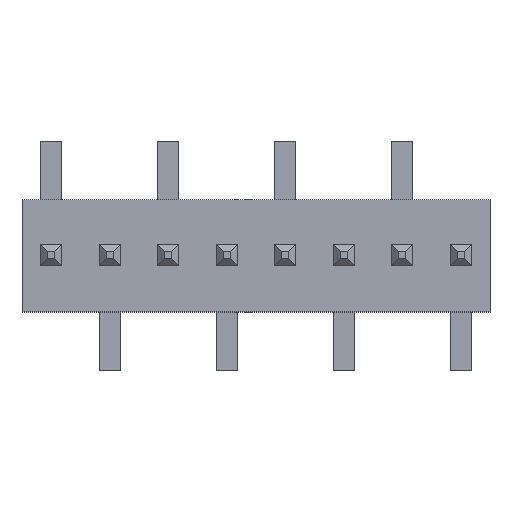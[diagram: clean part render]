
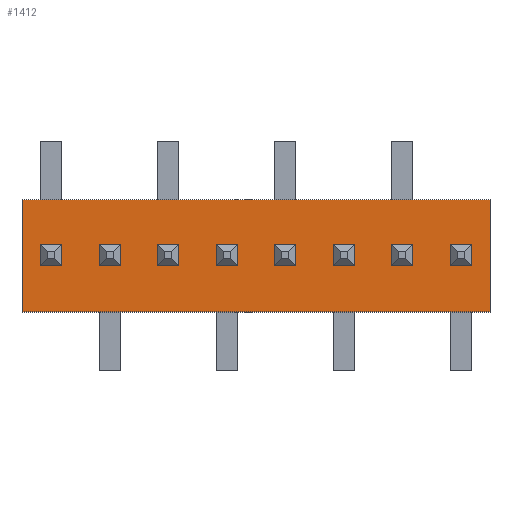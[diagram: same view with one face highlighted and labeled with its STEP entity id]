
A CAD part, top view. The second image highlights one B-rep face of the part: STEP entity #1412.
In plain terms, the highlighted face is planar.
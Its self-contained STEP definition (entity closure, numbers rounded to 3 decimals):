
#88 = VERTEX_POINT('',#89);
#89 = CARTESIAN_POINT('',(5.08,1.27,-1.219));
#106 = VERTEX_POINT('',#107);
#107 = CARTESIAN_POINT('',(-5.08,1.27,-1.219));
#113 = EDGE_CURVE('',#88,#106,#114,.T.);
#114 = LINE('',#115,#116);
#115 = CARTESIAN_POINT('',(5.08,1.27,-1.219));
#116 = VECTOR('',#117,1.);
#117 = DIRECTION('',(-1.,0.,0.));
#255 = VERTEX_POINT('',#256);
#256 = CARTESIAN_POINT('',(-5.08,1.27,1.219));
#262 = EDGE_CURVE('',#106,#255,#263,.T.);
#263 = LINE('',#264,#265);
#264 = CARTESIAN_POINT('',(-5.08,1.27,-1.219));
#265 = VECTOR('',#266,1.);
#266 = DIRECTION('',(0.,0.,1.));
#286 = VERTEX_POINT('',#287);
#287 = CARTESIAN_POINT('',(5.08,1.27,1.219));
#293 = EDGE_CURVE('',#255,#286,#294,.T.);
#294 = LINE('',#295,#296);
#295 = CARTESIAN_POINT('',(-5.08,1.27,1.219));
#296 = VECTOR('',#297,1.);
#297 = DIRECTION('',(1.,0.,0.));
#324 = EDGE_CURVE('',#286,#88,#325,.T.);
#325 = LINE('',#326,#327);
#326 = CARTESIAN_POINT('',(5.08,1.27,1.219));
#327 = VECTOR('',#328,1.);
#328 = DIRECTION('',(0.,0.,-1.));
#418 = VERTEX_POINT('',#419);
#419 = CARTESIAN_POINT('',(4.216,1.27,-0.229));
#425 = EDGE_CURVE('',#418,#426,#428,.T.);
#426 = VERTEX_POINT('',#427);
#427 = CARTESIAN_POINT('',(4.216,1.27,0.178));
#428 = LINE('',#429,#430);
#429 = CARTESIAN_POINT('',(4.216,1.27,-0.229));
#430 = VECTOR('',#431,1.);
#431 = DIRECTION('',(0.,0.,1.));
#456 = VERTEX_POINT('',#457);
#457 = CARTESIAN_POINT('',(4.623,1.27,-0.229));
#463 = EDGE_CURVE('',#456,#418,#464,.T.);
#464 = LINE('',#465,#466);
#465 = CARTESIAN_POINT('',(4.623,1.27,-0.229));
#466 = VECTOR('',#467,1.);
#467 = DIRECTION('',(-1.,0.,0.));
#487 = VERTEX_POINT('',#488);
#488 = CARTESIAN_POINT('',(4.623,1.27,0.178));
#494 = EDGE_CURVE('',#487,#456,#495,.T.);
#495 = LINE('',#496,#497);
#496 = CARTESIAN_POINT('',(4.623,1.27,0.178));
#497 = VECTOR('',#498,1.);
#498 = DIRECTION('',(0.,0.,-1.));
#520 = VERTEX_POINT('',#521);
#521 = CARTESIAN_POINT('',(2.946,1.27,-0.229));
#527 = EDGE_CURVE('',#520,#528,#530,.T.);
#528 = VERTEX_POINT('',#529);
#529 = CARTESIAN_POINT('',(2.946,1.27,0.178));
#530 = LINE('',#531,#532);
#531 = CARTESIAN_POINT('',(2.946,1.27,-0.229));
#532 = VECTOR('',#533,1.);
#533 = DIRECTION('',(0.,0.,1.));
#558 = VERTEX_POINT('',#559);
#559 = CARTESIAN_POINT('',(3.353,1.27,-0.229));
#565 = EDGE_CURVE('',#558,#520,#566,.T.);
#566 = LINE('',#567,#568);
#567 = CARTESIAN_POINT('',(3.353,1.27,-0.229));
#568 = VECTOR('',#569,1.);
#569 = DIRECTION('',(-1.,0.,0.));
#589 = VERTEX_POINT('',#590);
#590 = CARTESIAN_POINT('',(3.353,1.27,0.178));
#596 = EDGE_CURVE('',#589,#558,#597,.T.);
#597 = LINE('',#598,#599);
#598 = CARTESIAN_POINT('',(3.353,1.27,0.178));
#599 = VECTOR('',#600,1.);
#600 = DIRECTION('',(0.,0.,-1.));
#622 = VERTEX_POINT('',#623);
#623 = CARTESIAN_POINT('',(1.676,1.27,-0.229));
#629 = EDGE_CURVE('',#622,#630,#632,.T.);
#630 = VERTEX_POINT('',#631);
#631 = CARTESIAN_POINT('',(1.676,1.27,0.178));
#632 = LINE('',#633,#634);
#633 = CARTESIAN_POINT('',(1.676,1.27,-0.229));
#634 = VECTOR('',#635,1.);
#635 = DIRECTION('',(0.,0.,1.));
#660 = VERTEX_POINT('',#661);
#661 = CARTESIAN_POINT('',(2.083,1.27,-0.229));
#667 = EDGE_CURVE('',#660,#622,#668,.T.);
#668 = LINE('',#669,#670);
#669 = CARTESIAN_POINT('',(2.083,1.27,-0.229));
#670 = VECTOR('',#671,1.);
#671 = DIRECTION('',(-1.,0.,0.));
#691 = VERTEX_POINT('',#692);
#692 = CARTESIAN_POINT('',(2.083,1.27,0.178));
#698 = EDGE_CURVE('',#691,#660,#699,.T.);
#699 = LINE('',#700,#701);
#700 = CARTESIAN_POINT('',(2.083,1.27,0.178));
#701 = VECTOR('',#702,1.);
#702 = DIRECTION('',(0.,0.,-1.));
#724 = VERTEX_POINT('',#725);
#725 = CARTESIAN_POINT('',(0.406,1.27,-0.229));
#731 = EDGE_CURVE('',#724,#732,#734,.T.);
#732 = VERTEX_POINT('',#733);
#733 = CARTESIAN_POINT('',(0.406,1.27,0.178));
#734 = LINE('',#735,#736);
#735 = CARTESIAN_POINT('',(0.406,1.27,-0.229));
#736 = VECTOR('',#737,1.);
#737 = DIRECTION('',(0.,0.,1.));
#762 = VERTEX_POINT('',#763);
#763 = CARTESIAN_POINT('',(0.813,1.27,-0.229));
#769 = EDGE_CURVE('',#762,#724,#770,.T.);
#770 = LINE('',#771,#772);
#771 = CARTESIAN_POINT('',(0.813,1.27,-0.229));
#772 = VECTOR('',#773,1.);
#773 = DIRECTION('',(-1.,0.,0.));
#793 = VERTEX_POINT('',#794);
#794 = CARTESIAN_POINT('',(0.813,1.27,0.178));
#800 = EDGE_CURVE('',#793,#762,#801,.T.);
#801 = LINE('',#802,#803);
#802 = CARTESIAN_POINT('',(0.813,1.27,0.178));
#803 = VECTOR('',#804,1.);
#804 = DIRECTION('',(0.,0.,-1.));
#826 = VERTEX_POINT('',#827);
#827 = CARTESIAN_POINT('',(-0.864,1.27,-0.229));
#833 = EDGE_CURVE('',#826,#834,#836,.T.);
#834 = VERTEX_POINT('',#835);
#835 = CARTESIAN_POINT('',(-0.864,1.27,0.178));
#836 = LINE('',#837,#838);
#837 = CARTESIAN_POINT('',(-0.864,1.27,-0.229));
#838 = VECTOR('',#839,1.);
#839 = DIRECTION('',(0.,0.,1.));
#864 = VERTEX_POINT('',#865);
#865 = CARTESIAN_POINT('',(-0.457,1.27,-0.229));
#871 = EDGE_CURVE('',#864,#826,#872,.T.);
#872 = LINE('',#873,#874);
#873 = CARTESIAN_POINT('',(-0.457,1.27,-0.229));
#874 = VECTOR('',#875,1.);
#875 = DIRECTION('',(-1.,0.,0.));
#895 = VERTEX_POINT('',#896);
#896 = CARTESIAN_POINT('',(-0.457,1.27,0.178));
#902 = EDGE_CURVE('',#895,#864,#903,.T.);
#903 = LINE('',#904,#905);
#904 = CARTESIAN_POINT('',(-0.457,1.27,0.178));
#905 = VECTOR('',#906,1.);
#906 = DIRECTION('',(0.,0.,-1.));
#928 = VERTEX_POINT('',#929);
#929 = CARTESIAN_POINT('',(-2.134,1.27,-0.229));
#935 = EDGE_CURVE('',#928,#936,#938,.T.);
#936 = VERTEX_POINT('',#937);
#937 = CARTESIAN_POINT('',(-2.134,1.27,0.178));
#938 = LINE('',#939,#940);
#939 = CARTESIAN_POINT('',(-2.134,1.27,-0.229));
#940 = VECTOR('',#941,1.);
#941 = DIRECTION('',(0.,0.,1.));
#966 = VERTEX_POINT('',#967);
#967 = CARTESIAN_POINT('',(-1.727,1.27,-0.229));
#973 = EDGE_CURVE('',#966,#928,#974,.T.);
#974 = LINE('',#975,#976);
#975 = CARTESIAN_POINT('',(-1.727,1.27,-0.229));
#976 = VECTOR('',#977,1.);
#977 = DIRECTION('',(-1.,0.,0.));
#997 = VERTEX_POINT('',#998);
#998 = CARTESIAN_POINT('',(-1.727,1.27,0.178));
#1004 = EDGE_CURVE('',#997,#966,#1005,.T.);
#1005 = LINE('',#1006,#1007);
#1006 = CARTESIAN_POINT('',(-1.727,1.27,0.178));
#1007 = VECTOR('',#1008,1.);
#1008 = DIRECTION('',(0.,0.,-1.));
#1030 = VERTEX_POINT('',#1031);
#1031 = CARTESIAN_POINT('',(-3.404,1.27,-0.229));
#1037 = EDGE_CURVE('',#1030,#1038,#1040,.T.);
#1038 = VERTEX_POINT('',#1039);
#1039 = CARTESIAN_POINT('',(-3.404,1.27,0.178));
#1040 = LINE('',#1041,#1042);
#1041 = CARTESIAN_POINT('',(-3.404,1.27,-0.229));
#1042 = VECTOR('',#1043,1.);
#1043 = DIRECTION('',(0.,0.,1.));
#1068 = VERTEX_POINT('',#1069);
#1069 = CARTESIAN_POINT('',(-2.997,1.27,-0.229));
#1075 = EDGE_CURVE('',#1068,#1030,#1076,.T.);
#1076 = LINE('',#1077,#1078);
#1077 = CARTESIAN_POINT('',(-2.997,1.27,-0.229));
#1078 = VECTOR('',#1079,1.);
#1079 = DIRECTION('',(-1.,0.,0.));
#1099 = VERTEX_POINT('',#1100);
#1100 = CARTESIAN_POINT('',(-2.997,1.27,0.178));
#1106 = EDGE_CURVE('',#1099,#1068,#1107,.T.);
#1107 = LINE('',#1108,#1109);
#1108 = CARTESIAN_POINT('',(-2.997,1.27,0.178));
#1109 = VECTOR('',#1110,1.);
#1110 = DIRECTION('',(0.,0.,-1.));
#1132 = VERTEX_POINT('',#1133);
#1133 = CARTESIAN_POINT('',(-4.674,1.27,-0.229));
#1139 = EDGE_CURVE('',#1132,#1140,#1142,.T.);
#1140 = VERTEX_POINT('',#1141);
#1141 = CARTESIAN_POINT('',(-4.674,1.27,0.178));
#1142 = LINE('',#1143,#1144);
#1143 = CARTESIAN_POINT('',(-4.674,1.27,-0.229));
#1144 = VECTOR('',#1145,1.);
#1145 = DIRECTION('',(0.,0.,1.));
#1170 = VERTEX_POINT('',#1171);
#1171 = CARTESIAN_POINT('',(-4.267,1.27,-0.229));
#1177 = EDGE_CURVE('',#1170,#1132,#1178,.T.);
#1178 = LINE('',#1179,#1180);
#1179 = CARTESIAN_POINT('',(-4.267,1.27,-0.229));
#1180 = VECTOR('',#1181,1.);
#1181 = DIRECTION('',(-1.,0.,0.));
#1201 = VERTEX_POINT('',#1202);
#1202 = CARTESIAN_POINT('',(-4.267,1.27,0.178));
#1208 = EDGE_CURVE('',#1201,#1170,#1209,.T.);
#1209 = LINE('',#1210,#1211);
#1210 = CARTESIAN_POINT('',(-4.267,1.27,0.178));
#1211 = VECTOR('',#1212,1.);
#1212 = DIRECTION('',(0.,0.,-1.));
#1230 = EDGE_CURVE('',#426,#487,#1231,.T.);
#1231 = LINE('',#1232,#1233);
#1232 = CARTESIAN_POINT('',(4.216,1.27,0.178));
#1233 = VECTOR('',#1234,1.);
#1234 = DIRECTION('',(1.,0.,0.));
#1252 = EDGE_CURVE('',#528,#589,#1253,.T.);
#1253 = LINE('',#1254,#1255);
#1254 = CARTESIAN_POINT('',(2.946,1.27,0.178));
#1255 = VECTOR('',#1256,1.);
#1256 = DIRECTION('',(1.,0.,0.));
#1274 = EDGE_CURVE('',#630,#691,#1275,.T.);
#1275 = LINE('',#1276,#1277);
#1276 = CARTESIAN_POINT('',(1.676,1.27,0.178));
#1277 = VECTOR('',#1278,1.);
#1278 = DIRECTION('',(1.,0.,0.));
#1296 = EDGE_CURVE('',#732,#793,#1297,.T.);
#1297 = LINE('',#1298,#1299);
#1298 = CARTESIAN_POINT('',(0.406,1.27,0.178));
#1299 = VECTOR('',#1300,1.);
#1300 = DIRECTION('',(1.,0.,0.));
#1318 = EDGE_CURVE('',#834,#895,#1319,.T.);
#1319 = LINE('',#1320,#1321);
#1320 = CARTESIAN_POINT('',(-0.864,1.27,0.178));
#1321 = VECTOR('',#1322,1.);
#1322 = DIRECTION('',(1.,0.,0.));
#1340 = EDGE_CURVE('',#936,#997,#1341,.T.);
#1341 = LINE('',#1342,#1343);
#1342 = CARTESIAN_POINT('',(-2.134,1.27,0.178));
#1343 = VECTOR('',#1344,1.);
#1344 = DIRECTION('',(1.,0.,0.));
#1362 = EDGE_CURVE('',#1038,#1099,#1363,.T.);
#1363 = LINE('',#1364,#1365);
#1364 = CARTESIAN_POINT('',(-3.404,1.27,0.178));
#1365 = VECTOR('',#1366,1.);
#1366 = DIRECTION('',(1.,0.,0.));
#1384 = EDGE_CURVE('',#1140,#1201,#1385,.T.);
#1385 = LINE('',#1386,#1387);
#1386 = CARTESIAN_POINT('',(-4.674,1.27,0.178));
#1387 = VECTOR('',#1388,1.);
#1388 = DIRECTION('',(1.,0.,0.));
#1412 = ADVANCED_FACE('',(#1413,#1419,#1425,#1431,#1437,#1443,#1449,
    #1455,#1461),#1467,.T.);
#1413 = FACE_BOUND('',#1414,.T.);
#1414 = EDGE_LOOP('',(#1415,#1416,#1417,#1418));
#1415 = ORIENTED_EDGE('',*,*,#1139,.F.);
#1416 = ORIENTED_EDGE('',*,*,#1177,.F.);
#1417 = ORIENTED_EDGE('',*,*,#1208,.F.);
#1418 = ORIENTED_EDGE('',*,*,#1384,.F.);
#1419 = FACE_BOUND('',#1420,.T.);
#1420 = EDGE_LOOP('',(#1421,#1422,#1423,#1424));
#1421 = ORIENTED_EDGE('',*,*,#1037,.F.);
#1422 = ORIENTED_EDGE('',*,*,#1075,.F.);
#1423 = ORIENTED_EDGE('',*,*,#1106,.F.);
#1424 = ORIENTED_EDGE('',*,*,#1362,.F.);
#1425 = FACE_BOUND('',#1426,.T.);
#1426 = EDGE_LOOP('',(#1427,#1428,#1429,#1430));
#1427 = ORIENTED_EDGE('',*,*,#935,.F.);
#1428 = ORIENTED_EDGE('',*,*,#973,.F.);
#1429 = ORIENTED_EDGE('',*,*,#1004,.F.);
#1430 = ORIENTED_EDGE('',*,*,#1340,.F.);
#1431 = FACE_BOUND('',#1432,.T.);
#1432 = EDGE_LOOP('',(#1433,#1434,#1435,#1436));
#1433 = ORIENTED_EDGE('',*,*,#833,.F.);
#1434 = ORIENTED_EDGE('',*,*,#871,.F.);
#1435 = ORIENTED_EDGE('',*,*,#902,.F.);
#1436 = ORIENTED_EDGE('',*,*,#1318,.F.);
#1437 = FACE_BOUND('',#1438,.T.);
#1438 = EDGE_LOOP('',(#1439,#1440,#1441,#1442));
#1439 = ORIENTED_EDGE('',*,*,#731,.F.);
#1440 = ORIENTED_EDGE('',*,*,#769,.F.);
#1441 = ORIENTED_EDGE('',*,*,#800,.F.);
#1442 = ORIENTED_EDGE('',*,*,#1296,.F.);
#1443 = FACE_BOUND('',#1444,.T.);
#1444 = EDGE_LOOP('',(#1445,#1446,#1447,#1448));
#1445 = ORIENTED_EDGE('',*,*,#629,.F.);
#1446 = ORIENTED_EDGE('',*,*,#667,.F.);
#1447 = ORIENTED_EDGE('',*,*,#698,.F.);
#1448 = ORIENTED_EDGE('',*,*,#1274,.F.);
#1449 = FACE_BOUND('',#1450,.T.);
#1450 = EDGE_LOOP('',(#1451,#1452,#1453,#1454));
#1451 = ORIENTED_EDGE('',*,*,#527,.F.);
#1452 = ORIENTED_EDGE('',*,*,#565,.F.);
#1453 = ORIENTED_EDGE('',*,*,#596,.F.);
#1454 = ORIENTED_EDGE('',*,*,#1252,.F.);
#1455 = FACE_BOUND('',#1456,.T.);
#1456 = EDGE_LOOP('',(#1457,#1458,#1459,#1460));
#1457 = ORIENTED_EDGE('',*,*,#425,.F.);
#1458 = ORIENTED_EDGE('',*,*,#463,.F.);
#1459 = ORIENTED_EDGE('',*,*,#494,.F.);
#1460 = ORIENTED_EDGE('',*,*,#1230,.F.);
#1461 = FACE_BOUND('',#1462,.T.);
#1462 = EDGE_LOOP('',(#1463,#1464,#1465,#1466));
#1463 = ORIENTED_EDGE('',*,*,#262,.T.);
#1464 = ORIENTED_EDGE('',*,*,#293,.T.);
#1465 = ORIENTED_EDGE('',*,*,#324,.T.);
#1466 = ORIENTED_EDGE('',*,*,#113,.T.);
#1467 = PLANE('',#1468);
#1468 = AXIS2_PLACEMENT_3D('',#1469,#1470,#1471);
#1469 = CARTESIAN_POINT('',(0.,1.27,0.));
#1470 = DIRECTION('',(0.,1.,0.));
#1471 = DIRECTION('',(0.,-0.,1.));
